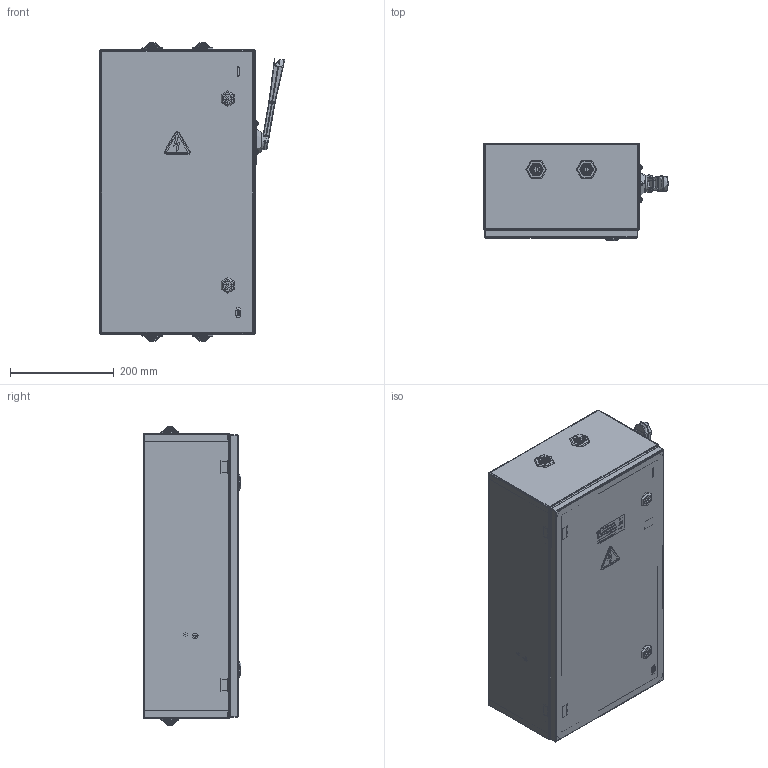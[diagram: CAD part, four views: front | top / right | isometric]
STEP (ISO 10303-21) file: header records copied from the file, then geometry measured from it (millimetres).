
FILE_DESCRIPTION (( 'STEP AP214' ), '1' );
FILE_NAME ('450.000.014 ßùèê ñèëîâîé ßÐÏ-250.STEP', '2024-10-28T11:29:21', ( '' ), ( '' ), 'SwSTEP 2.0', 'SolidWorks 2017', '' );
FILE_SCHEMA (( 'AUTOMOTIVE_DESIGN' ));
Length unit declared in the file: millimetre
Products named in the file (61): 060-104-01 嵙縺 250餛00; 026-122 赶鎀鍧_00; 000.201.051 攜歑罻_01; 嵑殧趌11371_5; Ïðóæèíà-êîëüöî1_ðóáèëüíèê 100À_00; Øïèëüêà çàçåìëåíèÿ CKF CS_Œ6å16; ﾊ濱ﾂﾐ32_2-1_00; 嵑殧趌11371_10; 044-35 砎鍧錟儆趌00; ��32-35�31250-32 ���3_��32-35�31250-32; 046-04 青汶篪赅 忖钿郷20_1; 嵑殧趌6402_5; 037-12 毳罻 櫇襛醂00; 鎔艜_17473_M5x20; Ïðîêëàäêà ïåíîïîëèóðèòàí_05; 019-20 砑鳧罻_01; 鍔錓_7798_M10x25; 010-35 眈翴錪_01; 060-103 嵙縺 250餛01; 023-08 砑鳧罻_01; 嵑殧趌10462_5; 000.900.032 Áëîê âûêëþ÷àòåëÿ 250À_01; 026-26 赶鎀鍧_00; 060-104 嵙縺 250餛00; ������_��32_1_��32(250�); 鎔艜_17473_M5x10; 鎔艜_17473_M6x25; 012-72 攜歑罻_01; 蹴濋趌5927_M6; 000.800.007 青镨疣蝈朦_00; 028-16 栴鍕趌00; 042-04 Ýòèêåòêà çíàêà íàïðÿæåíèÿ_00; 鍔錓_7798_M10x30; ﾎ魵瑙韃 ﾎﾔﾏ-2_01; 040-32 署 玎镨疣栝_00; 鎔艜_17473_M6x16; 008-33 栺樇罻_01; 056-43 椯鴀殣罻_01; 000.106.004 忺謤僔_01; 000.211.056 攜歑罻_01 ...
Assembly tree (166 placements, depth 5):
  450.000.014 ßùèê ñèëîâîé ßÐÏ-250
    000.106.004 忺謤僔_01
      008-33 栺樇罻_01
      002-72 栺樇罻_01  x2
      028-16 栴鍕趌00  x2
      026-26 赶鎀鍧_00  x2
      019-20 砑鳧罻_01  x2
      Øïèëüêà çàçåìëåíèÿ CKF CS_Œ6å16
    037-12 毳罻 櫇襛醂00  x2
    Øïëèíò_397_3,2å40  x2
    嵑殧趌11371_5  x2
    嵑殧趌6402_5  x2
    鎔艜_17473_M5x10  x2
    000.201.051 攜歑罻_01
      000.211.056 攜歑罻_01
        012-72 攜歑罻_01
        026-56 赶鎀鍧_00  x2
        026-122 赶鎀鍧_00
      ﾇ瑟鶴 ﾇﾘ-1 (ﾟﾇﾘﾂ.0_L45)_00  x2
        扻豵鵨_п-1
        ч瀁禬п-1_00
        嵑殧趌11371_6
        鎔艜_17473_M6x12
      Ïðîêëàäêà ïåíîïîëèóðèòàí_05
    000.900.032 Áëîê âûêëþ÷àòåëÿ 250À_01
      010-35 眈翴錪_01
      ��32-35�31250-32 ���3_��32-35�31250-32
        ������_��32_1_��32(250�)
        ﾊ濱ﾂﾐ32_2-1_00
        鎗鵻罻_覆32_2-1_00
        嵑殧趌11371_10  x12
        鍔錓_7798_M10x25  x6
        嵑殧趌6402_10  x6
        蹴濋趌5915_M10  x6
        Ðóêîÿòêà_ÂÐ32_2_00
      嵑殧趌11371_6  x14
      嵑殧趌6402_6  x7
      蹴濋趌5927_M6  x7
      鎔艜_17473_M6x16  x4
      000.612.011 ��������� �������������� 250�_01-�1  x3
        ﾎ魵瑙韃 ﾎﾔﾏ-2_01
        ������� �������������� ��2_1_01_�1
          �������1_��-��2_1_01-�1
          Ïðóæèíà-êîëüöî1_ðóáèëüíèê 100À_00
          023-08 砑鳧罻_01
          嵑殧趌11371_5  x2
          鎔艜_17473_M5x20  x2
          嵑殧趌11371_10  x2
          嵑殧趌6402_10
          蹴濋趌5915_M10
          鍔錓_7798_M10x30
          嵑殧趌6402_5  x2
      鎔艜_17473_M6x25  x3
      060-104 嵙縺 250餛00
      060-103 嵙縺 250餛01
      044-35 砎鍧錟儆趌00  x3
      060-104-01 嵙縺 250餛00
      000.800.007 青镨疣蝈朦_00
        065-01 沶鐍趌00
        040-32 署 玎镨疣栝_00
Bounding box: 357.04 x 188.03 x 575.7 mm (x, y, z)
Volume: 2663174.6 mm3
Topology: 261 solids, 266 shells, 6622 faces, 16313 edges, 10573 vertices
Faces by surface type: plane 3582, cylinder 1787, bspline 906, torus 161, cone 98, sphere 88
Full cylindrical faces by diameter (mm): 8.4 x1
Entity records: 260244 total; most frequent: CARTESIAN_POINT 159623, ORIENTED_EDGE 21396, DIRECTION 17137, EDGE_CURVE 10698, VERTEX_POINT 7031, VECTOR 6617, LINE 6617, AXIS2_PLACEMENT_3D 5260
